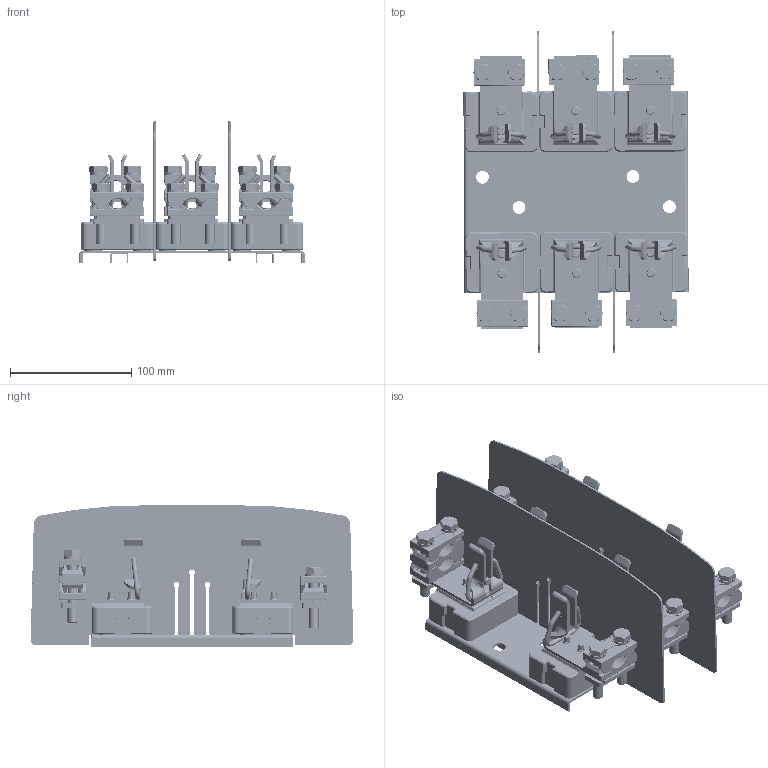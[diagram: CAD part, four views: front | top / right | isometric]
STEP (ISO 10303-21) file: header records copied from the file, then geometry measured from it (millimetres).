
FILE_DESCRIPTION((''),'2;1');
FILE_NAME('123_ASM','2023-10-24T08:50:40',('klemen.sitar'),('Audax d.o.o.'),'CREO PARAMETRIC BY PTC INC, 2021304','CREO PARAMETRIC BY PTC INC, 2021304','');
FILE_SCHEMA(('AP242_MANAGED_MODEL_BASED_3D_ENGINEERING_MIM_LF { 1 0 10303 442 1 1 4 }'));
Products named in the file (33): PR_PK2_1_1; BARRIER_1_ASM_1_ASM; PRT0002_1_1_1_1; 0000032892_AF0_1_1_1_2_1_1_1_1; 0000032892_AF0_1_1_1_1_1_1; PRT0006_1_1_1_1; PRT0006_1_2_1_1; PRT0006_1_3_1_1; ETI_LOGO_19_8X10_52MM_ASM_1_ASM; BASE_1_ASM_1_ASM; 0000038658_1_1_1_1_1_1; 0000038453_1_1_1_1_1_1_1; 0000038666_AF1_1_1_1_1_1_1_1; 0000032606_1_1_2_1_1_1_1_1; 70196_KLEMMENTEIL_1_1_1_2_1; 56427_KLEMMENUNTERTEIL_1_1_1_1; P5_1_1; 66812_FEDERRING_DIN_127_A8_1__1; 65728_SECHSKANTSCHRAUBE_M8X45_3; 2P2_TOP_ASM_1_ASM; TOP_1_ASM_1_ASM; 0000038666_AF0_1_1_1_1_1_1_1; 66812_FEDERRING_DIN_127_A8_1__5; 65728_SECHSKANTSCHRAUBE_M8X45_5; 70196_KLEMMENTEIL_1_1_1_2_1_1_3; 56427_KLEMMENUNTERTEIL_1_1_1__3; ASM0002_ASM_1_1_ASM; 2P2_TOP_ASM_1_ASM_1_1_ASM_1_1_ASM; ASM0001_ASM_1_1_ASM; ASM0003_ASM; BOT_1_ASM_1_ASM; COMBO_ASM_1_ASM; 123_ASM
Assembly tree (46 placements, depth 8):
  123_ASM
    BARRIER_1_ASM_1_ASM
      PR_PK2_1_1  x2
    BASE_1_ASM_1_ASM
      PRT0002_1_1_1_1
      0000032892_AF0_1_1_1_2_1_1_1_1
      0000032892_AF0_1_1_1_1_1_1
      ETI_LOGO_19_8X10_52MM_ASM_1_ASM
        PRT0006_1_1_1_1
        PRT0006_1_2_1_1
        PRT0006_1_3_1_1
    COMBO_ASM_1_ASM  x3
      TOP_1_ASM_1_ASM
        0000038658_1_1_1_1_1_1
        0000038453_1_1_1_1_1_1_1
        0000038666_AF1_1_1_1_1_1_1_1
        0000032606_1_1_2_1_1_1_1_1  x2
        2P2_TOP_ASM_1_ASM
          70196_KLEMMENTEIL_1_1_1_2_1  x2
          56427_KLEMMENUNTERTEIL_1_1_1_1
          P5_1_1
          66812_FEDERRING_DIN_127_A8_1__1  x2
          65728_SECHSKANTSCHRAUBE_M8X45_3  x2
      BOT_1_ASM_1_ASM
        0000038658_1_1_1_1_1_1
        0000038453_1_1_1_1_1_1_1
        0000038666_AF0_1_1_1_1_1_1_1
        0000032606_1_1_2_1_1_1_1_1  x2
        ASM0003_ASM
          ASM0001_ASM_1_1_ASM
            2P2_TOP_ASM_1_ASM_1_1_ASM_1_1_ASM
              66812_FEDERRING_DIN_127_A8_1__5  x2
              65728_SECHSKANTSCHRAUBE_M8X45_5  x2
              70196_KLEMMENTEIL_1_1_1_2_1_1_3
              ASM0002_ASM_1_1_ASM
                70196_KLEMMENTEIL_1_1_1_2_1_1_3
                56427_KLEMMENUNTERTEIL_1_1_1__3
Bounding box: 185.71 x 266.05 x 116.5 mm (x, y, z)
Volume: 704336.8 mm3; surface area: 436893.6 mm2
Topology: 68 solids, 128 shells, 6564 faces, 17421 edges, 10822 vertices
Faces by surface type: cylinder 2456, plane 2233, bspline 1077, cone 462, torus 198, sphere 138
Entity records: 82713 total; most frequent: CARTESIAN_POINT 33836, ORIENTED_EDGE 7385, DIRECTION 6543, EDGE_CURVE 3715, PRESENTATION_STYLE_ASSIGNMENT 3306, STYLED_ITEM 3306, CURVE_STYLE 3027, AXIS2_PLACEMENT_3D 2378
